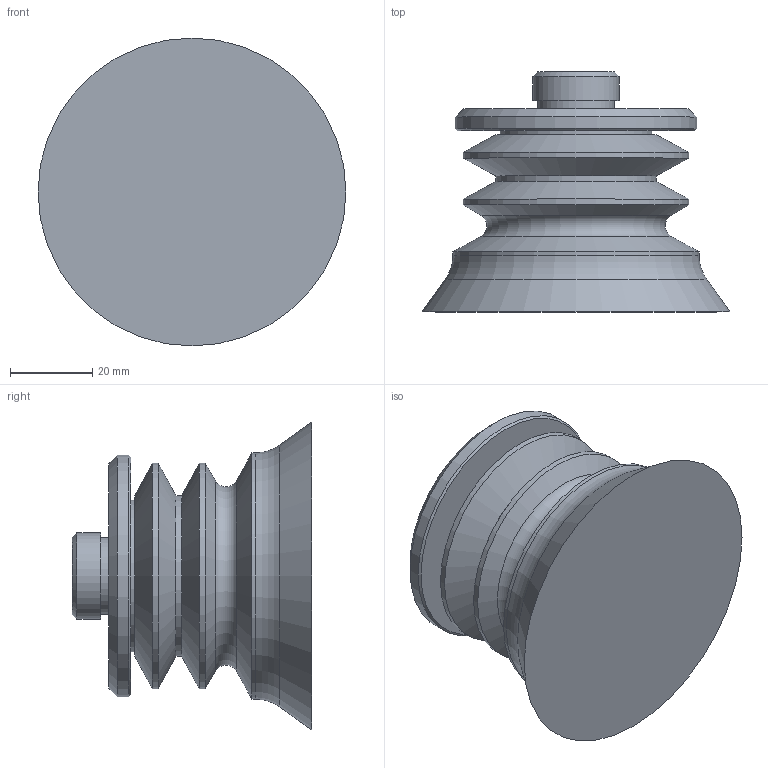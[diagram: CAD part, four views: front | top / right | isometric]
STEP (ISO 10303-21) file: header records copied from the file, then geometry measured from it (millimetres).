
FILE_DESCRIPTION(/* description */ (''),/* implementation_level */ '2;1');
FILE_NAME(/* name */ 'vfsc75-2sh30sb_rac21r1-2me1.stp',/* time_stamp */ '2021-03-25T08:45:25+01:00',/* author */ ('enginyeria'),/* organization */ (''),/* preprocessor_version */ 'ST-DEVELOPER v17.2',/* originating_system */ 'Autodesk Inventor 2019',/* authorisation */ '');
FILE_SCHEMA (('CONFIG_CONTROL_DESIGN'));
Length unit declared in the file: millimetre
Products named in the file (1): vfsc75-2sh30sb_rac21r1-2me1
Bounding box: 75.01 x 58.45 x 75.01 mm (x, y, z)
Volume: 117766.3 mm3; surface area: 22149.6 mm2
Topology: 1 solids, 1 shells, 27 faces, 76 edges, 56 vertices
Faces by surface type: cylinder 9, cone 9, plane 7, torus 2
Full cylindrical faces by diameter (mm): 13.5 x1, 18.631 x1, 20.955 x1, 37 x1, 39 x1, 55 x2, 58.8 x1, 60 x1
Entity records: 1022 total; most frequent: DIRECTION 190, CARTESIAN_POINT 160, ORIENTED_EDGE 152, AXIS2_PLACEMENT_3D 86, EDGE_CURVE 76, CIRCLE 58, VERTEX_POINT 56, EDGE_LOOP 32
